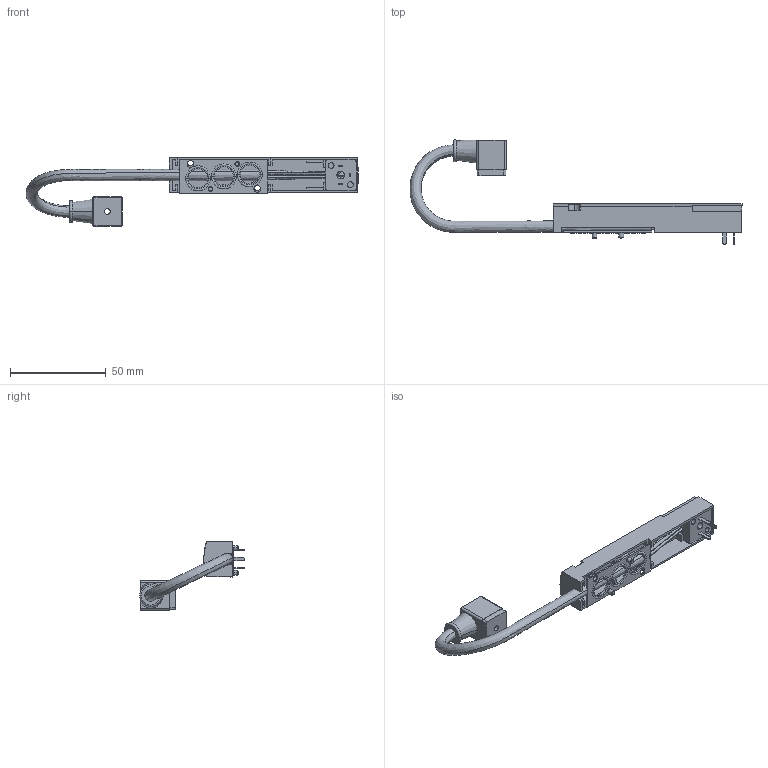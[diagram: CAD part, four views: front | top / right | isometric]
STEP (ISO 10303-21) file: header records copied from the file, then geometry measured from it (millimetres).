
FILE_DESCRIPTION (( 'STEP AP203' ), '1' );
FILE_NAME ('MSF200-JC.STEP', '2011-11-02T06:51:01', ( 'yrd6' ), ( 'Hewlett-Packard Company' ), 'SwSTEP 2.0', 'SolidWorks 2008', '' );
FILE_SCHEMA (( 'CONFIG_CONTROL_DESIGN' ));
Length unit declared in the file: millimetre
Products named in the file (6): CONNATER JACK_晦獄 撲薑; BTC 1000 GASKET_晦獄 撲薑; MSF200-1; BSF 1000 all block cable_DOUBLE BLACK TYPE; blanking block 2000_晦獄 撲薑; MSF200-JC
Assembly tree (5 placements, depth 2):
  MSF200-JC
    MSF200-1
    blanking block 2000_晦獄 撲薑
    BTC 1000 GASKET_晦獄 撲薑
    BSF 1000 all block cable_DOUBLE BLACK TYPE
    CONNATER JACK_晦獄 撲薑
Bounding box: 173.18 x 54.65 x 35.85 mm (x, y, z)
Volume: 18070 mm3; surface area: 19050.2 mm2
Topology: 5 solids, 5 shells, 288 faces, 770 edges, 512 vertices
Faces by surface type: plane 190, cylinder 70, torus 14, bspline 8, cone 6
Entity records: 10745 total; most frequent: CARTESIAN_POINT 2718, ORIENTED_EDGE 1540, DIRECTION 1535, EDGE_CURVE 770, VECTOR 545, LINE 545, VERTEX_POINT 512, AXIS2_PLACEMENT_3D 495
